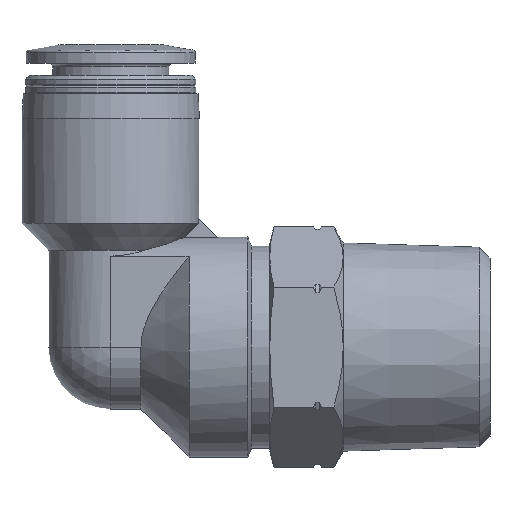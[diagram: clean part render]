
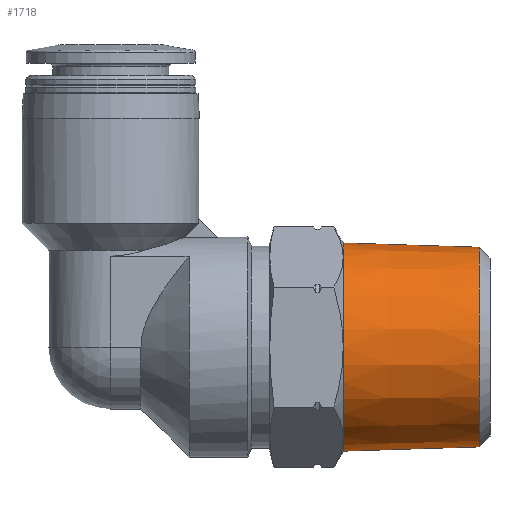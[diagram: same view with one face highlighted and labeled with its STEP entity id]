
A CAD part, left-side view. The second image highlights one B-rep face of the part: STEP entity #1718.
In plain terms, the highlighted conical face has half-angle 1.788 degrees and reference radius 8.506 mm.
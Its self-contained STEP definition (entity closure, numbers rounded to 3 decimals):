
#205=CONICAL_SURFACE('',#1860,8.506,0.031);
#262=CIRCLE('',#1859,8.506);
#263=CIRCLE('',#1861,8.159);
#566=ORIENTED_EDGE('',*,*,#731,.F.);
#567=ORIENTED_EDGE('',*,*,#730,.T.);
#730=EDGE_CURVE('',#839,#839,#262,.T.);
#731=EDGE_CURVE('',#840,#840,#263,.T.);
#839=VERTEX_POINT('',#2696);
#840=VERTEX_POINT('',#2699);
#946=EDGE_LOOP('',(#566));
#947=EDGE_LOOP('',(#567));
#1057=FACE_BOUND('',#946,.T.);
#1058=FACE_BOUND('',#947,.T.);
#1718=ADVANCED_FACE('',(#1057,#1058),#205,.T.);
#1859=AXIS2_PLACEMENT_3D('',#2695,#2169,#2170);
#1860=AXIS2_PLACEMENT_3D('',#2697,#2171,#2172);
#1861=AXIS2_PLACEMENT_3D('',#2698,#2173,#2174);
#2169=DIRECTION('',(0.,-1.,0.));
#2170=DIRECTION('',(0.,0.,-1.));
#2171=DIRECTION('',(0.,1.,0.));
#2172=DIRECTION('',(0.,0.,1.));
#2173=DIRECTION('',(0.,-1.,0.));
#2174=DIRECTION('',(0.,0.,-1.));
#2695=CARTESIAN_POINT('',(0.,0.,0.));
#2696=CARTESIAN_POINT('',(0.,0.,-8.506));
#2697=CARTESIAN_POINT('',(0.,0.,0.));
#2698=CARTESIAN_POINT('',(0.,-11.116,0.));
#2699=CARTESIAN_POINT('',(0.,-11.116,-8.159));
